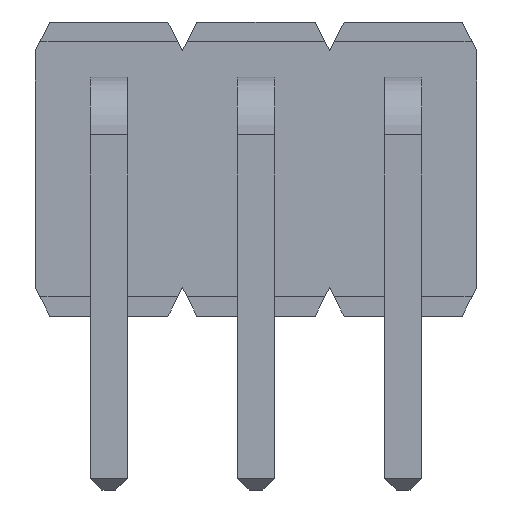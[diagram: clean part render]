
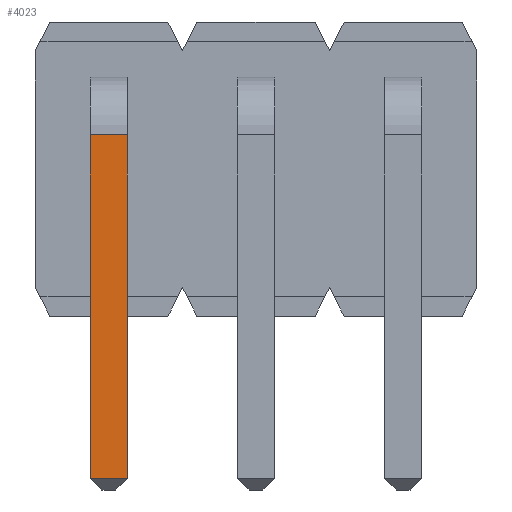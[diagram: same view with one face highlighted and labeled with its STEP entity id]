
A CAD part, front view. The second image highlights one B-rep face of the part: STEP entity #4023.
In plain terms, the highlighted face is planar.
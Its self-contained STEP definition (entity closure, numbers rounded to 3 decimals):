
#57=PLANE('',#4212);
#264=LINE('',#5323,#648);
#266=LINE('',#5329,#650);
#267=LINE('',#5331,#651);
#268=LINE('',#5333,#652);
#648=VECTOR('',#4546,1000.);
#650=VECTOR('',#4552,1000.);
#651=VECTOR('',#4553,1000.);
#652=VECTOR('',#4554,1000.);
#1134=ORIENTED_EDGE('',*,*,#1866,.T.);
#1135=ORIENTED_EDGE('',*,*,#1867,.T.);
#1136=ORIENTED_EDGE('',*,*,#1868,.F.);
#1137=ORIENTED_EDGE('',*,*,#1863,.T.);
#1863=EDGE_CURVE('',#2236,#2235,#264,.T.);
#1866=EDGE_CURVE('',#2235,#2238,#266,.T.);
#1867=EDGE_CURVE('',#2238,#2239,#267,.T.);
#1868=EDGE_CURVE('',#2236,#2239,#268,.T.);
#2235=VERTEX_POINT('',#5322);
#2236=VERTEX_POINT('',#5324);
#2238=VERTEX_POINT('',#5330);
#2239=VERTEX_POINT('',#5332);
#2491=EDGE_LOOP('',(#1134,#1135,#1136,#1137));
#2669=FACE_BOUND('',#2491,.T.);
#4023=ADVANCED_FACE('',(#2669),#57,.F.);
#4212=AXIS2_PLACEMENT_3D('',#5328,#4550,#4551);
#4546=DIRECTION('',(-1.,0.,0.));
#4550=DIRECTION('',(0.,0.,1.));
#4551=DIRECTION('',(1.,0.,0.));
#4552=DIRECTION('',(0.,1.,0.));
#4553=DIRECTION('',(1.,0.,0.));
#4554=DIRECTION('',(0.,1.,0.));
#5322=CARTESIAN_POINT('',(-2.86,-0.59,-5.63));
#5323=CARTESIAN_POINT('',(-2.22,-0.59,-5.63));
#5324=CARTESIAN_POINT('',(-2.22,-0.59,-5.63));
#5328=CARTESIAN_POINT('',(-2.22,5.54,-5.63));
#5329=CARTESIAN_POINT('',(-2.86,5.54,-5.63));
#5330=CARTESIAN_POINT('',(-2.86,5.34,-5.63));
#5331=CARTESIAN_POINT('',(-2.22,5.34,-5.63));
#5332=CARTESIAN_POINT('',(-2.22,5.34,-5.63));
#5333=CARTESIAN_POINT('',(-2.22,5.54,-5.63));
